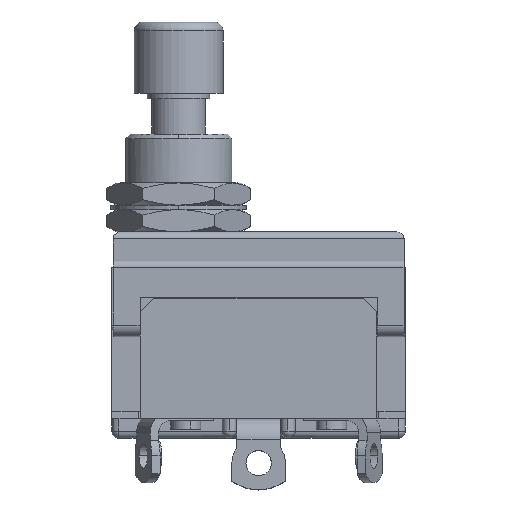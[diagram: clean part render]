
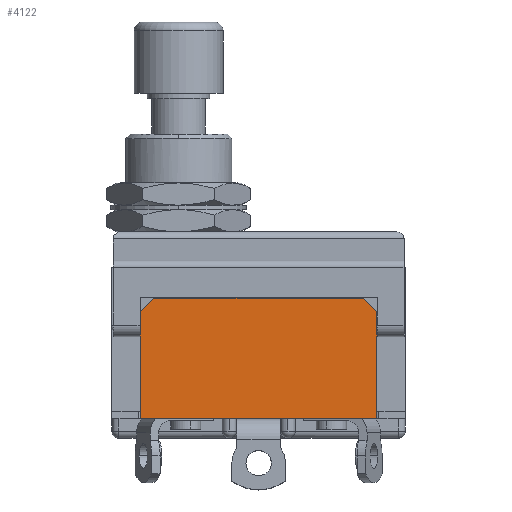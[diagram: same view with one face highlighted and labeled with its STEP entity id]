
A CAD part, top view. The second image highlights one B-rep face of the part: STEP entity #4122.
In plain terms, the highlighted planar face has unit normal (0, 0, 1).
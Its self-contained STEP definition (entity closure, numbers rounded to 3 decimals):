
#74 = EDGE_CURVE ( 'NONE', #287, #7192, #4608, .T. ) ;
#133 = CARTESIAN_POINT ( 'NONE',  ( -13.3, -3.5, 9.6 ) ) ;
#194 = VECTOR ( 'NONE', #1594, 1000. ) ;
#287 = VERTEX_POINT ( 'NONE', #5379 ) ;
#361 = EDGE_CURVE ( 'NONE', #1197, #8270, #1132, .T. ) ;
#430 = CARTESIAN_POINT ( 'NONE',  ( -13.3, -17., 9.6 ) ) ;
#1132 = LINE ( 'NONE', #8408, #4942 ) ;
#1197 = VERTEX_POINT ( 'NONE', #5807 ) ;
#1208 = DIRECTION ( 'NONE',  ( 0., 1., 0. ) ) ;
#1215 = LINE ( 'NONE', #9778, #8967 ) ;
#1226 = CARTESIAN_POINT ( 'NONE',  ( -13.3, -17., 9.6 ) ) ;
#1594 = DIRECTION ( 'NONE',  ( -1., 0., 0. ) ) ;
#1725 = LINE ( 'NONE', #133, #194 ) ;
#1846 = EDGE_CURVE ( 'NONE', #7192, #2900, #1215, .T. ) ;
#1985 = CARTESIAN_POINT ( 'NONE',  ( -13.3, -3.5, 9.6 ) ) ;
#2315 = LINE ( 'NONE', #430, #8738 ) ;
#2339 = VERTEX_POINT ( 'NONE', #2747 ) ;
#2572 = VECTOR ( 'NONE', #1208, 1000. ) ;
#2747 = CARTESIAN_POINT ( 'NONE',  ( -11.8, -3.5, 9.6 ) ) ;
#2900 = VERTEX_POINT ( 'NONE', #4146 ) ;
#3149 = LINE ( 'NONE', #8130, #9219 ) ;
#3240 = CARTESIAN_POINT ( 'NONE',  ( 13.3, -5., 9.6 ) ) ;
#3301 = ORIENTED_EDGE ( 'NONE', *, *, #9397, .T. ) ;
#3793 = EDGE_CURVE ( 'NONE', #2900, #2339, #1725, .T. ) ;
#3877 = DIRECTION ( 'NONE',  ( 0., -1., 0. ) ) ;
#3913 = AXIS2_PLACEMENT_3D ( 'NONE', #1985, #8748, #4958 ) ;
#3970 = ORIENTED_EDGE ( 'NONE', *, *, #1846, .T. ) ;
#4122 = ADVANCED_FACE ( 'NONE', ( #4227 ), #7198, .F. ) ;
#4146 = CARTESIAN_POINT ( 'NONE',  ( 11.8, -3.5, 9.6 ) ) ;
#4227 = FACE_OUTER_BOUND ( 'NONE', #4522, .T. ) ;
#4522 = EDGE_LOOP ( 'NONE', ( #9159, #3970, #9333, #3301, #9698, #5164 ) ) ;
#4608 = LINE ( 'NONE', #8902, #2572 ) ;
#4942 = VECTOR ( 'NONE', #3877, 1000. ) ;
#4958 = DIRECTION ( 'NONE',  ( -1., 0., 0. ) ) ;
#5164 = ORIENTED_EDGE ( 'NONE', *, *, #9439, .T. ) ;
#5379 = CARTESIAN_POINT ( 'NONE',  ( 13.3, -17., 9.6 ) ) ;
#5693 = DIRECTION ( 'NONE',  ( -0.707, -0.707, 0. ) ) ;
#5807 = CARTESIAN_POINT ( 'NONE',  ( -13.3, -5., 9.6 ) ) ;
#7192 = VERTEX_POINT ( 'NONE', #3240 ) ;
#7198 = PLANE ( 'NONE',  #3913 ) ;
#8036 = DIRECTION ( 'NONE',  ( 1., 0., 0. ) ) ;
#8130 = CARTESIAN_POINT ( 'NONE',  ( -13.3, -5., 9.6 ) ) ;
#8270 = VERTEX_POINT ( 'NONE', #1226 ) ;
#8408 = CARTESIAN_POINT ( 'NONE',  ( -13.3, -17., 9.6 ) ) ;
#8738 = VECTOR ( 'NONE', #8036, 1000. ) ;
#8748 = DIRECTION ( 'NONE',  ( 0., 0., -1. ) ) ;
#8902 = CARTESIAN_POINT ( 'NONE',  ( 13.3, -17., 9.6 ) ) ;
#8967 = VECTOR ( 'NONE', #9683, 1000. ) ;
#9159 = ORIENTED_EDGE ( 'NONE', *, *, #74, .T. ) ;
#9219 = VECTOR ( 'NONE', #5693, 1000. ) ;
#9333 = ORIENTED_EDGE ( 'NONE', *, *, #3793, .T. ) ;
#9397 = EDGE_CURVE ( 'NONE', #2339, #1197, #3149, .T. ) ;
#9439 = EDGE_CURVE ( 'NONE', #8270, #287, #2315, .T. ) ;
#9683 = DIRECTION ( 'NONE',  ( -0.707, 0.707, 0. ) ) ;
#9698 = ORIENTED_EDGE ( 'NONE', *, *, #361, .T. ) ;
#9778 = CARTESIAN_POINT ( 'NONE',  ( 11.8, -3.5, 9.6 ) ) ;
